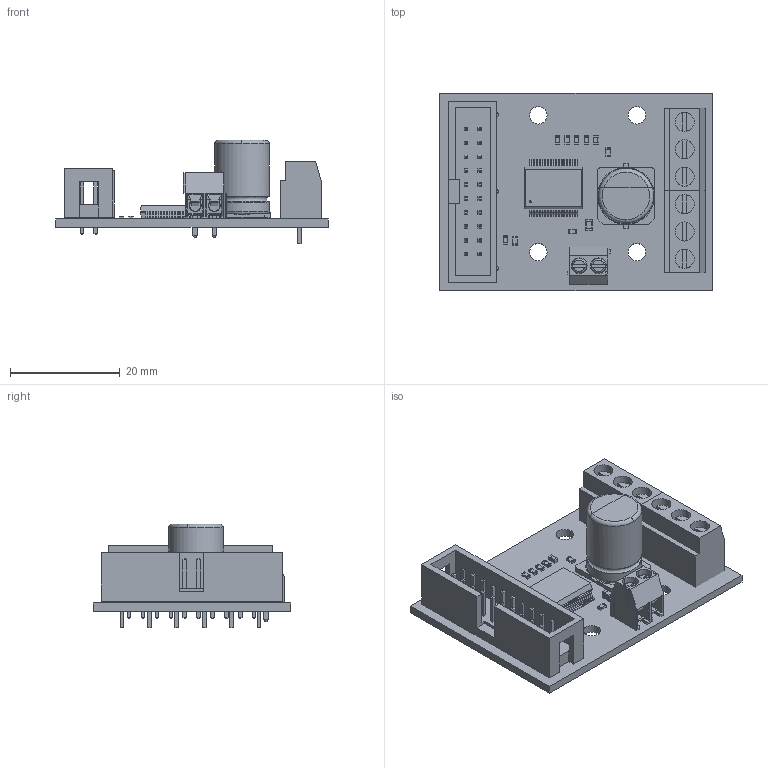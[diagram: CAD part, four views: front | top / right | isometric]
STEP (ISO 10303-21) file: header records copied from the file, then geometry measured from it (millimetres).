
FILE_DESCRIPTION(('KiCad electronic assembly'),'2;1');
FILE_NAME('H_bridge.step','2025-11-14T01:15:56',('Pcbnew'),('Kicad'), 'Open CASCADE STEP processor 7.9','KiCad to STEP converter','Unknown' );
FILE_SCHEMA(('AUTOMOTIVE_DESIGN { 1 0 10303 214 1 1 1 1 }'));
Length unit declared in the file: millimetre
Products named in the file (10): H_bridge 1; POWERSSO-36TP_STM; 1x2screwterminal_3.5mm; R_0603_1608Metric; C_0805_2012Metric; CP_Elec_10x14.3; C_0603_1608Metric; IDC-Header_2x10_P2.54mm_Vertical; 1x6screwterminal; H_bridge_PCB
Assembly tree (16 placements, depth 2):
  H_bridge 1
    POWERSSO-36TP_STM
    1x2screwterminal_3.5mm
    R_0603_1608Metric  x8
    C_0805_2012Metric
    CP_Elec_10x14.3
    C_0603_1608Metric
    IDC-Header_2x10_P2.54mm_Vertical
    1x6screwterminal
    H_bridge_PCB
Bounding box: 49.75 x 36 x 18.91 mm (x, y, z)
Volume: 7385.3 mm3; surface area: 10153.4 mm2
Topology: 61 solids, 61 shells, 1654 faces, 4105 edges, 2648 vertices
Faces by surface type: plane 1293, cylinder 340, torus 14, cone 4, bspline 2, revolution 1
Full cylindrical faces by diameter (mm): 0.38 x1, 1 x26, 1.2 x2, 1.3 x6, 3.2 x4, 10 x2
Entity records: 52713 total; most frequent: CARTESIAN_POINT 7684, ORIENTED_EDGE 7258, DIRECTION 7218, EDGE_CURVE 3629, LINE 2973, VECTOR 2973, VERTEX_POINT 2342, AXIS2_PLACEMENT_3D 2122
